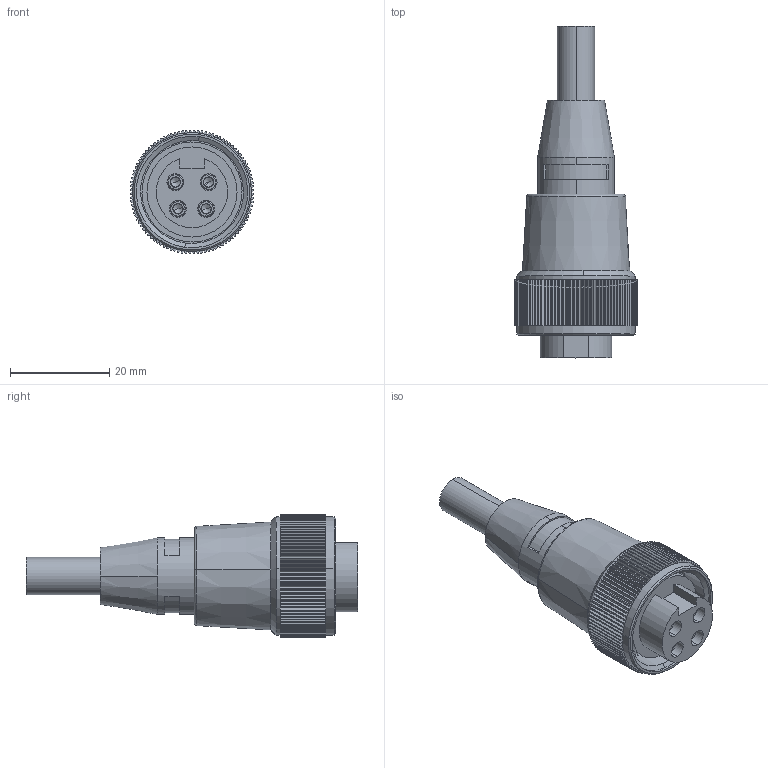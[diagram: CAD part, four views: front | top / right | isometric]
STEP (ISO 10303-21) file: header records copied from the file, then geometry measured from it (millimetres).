
FILE_DESCRIPTION((''),'2;1');
FILE_NAME('MK4-M_ASM','2019-04-25T',('Administrator'),(''),'PRO/ENGINEER BY PARAMETRIC TECHNOLOGY CORPORATION, 2012480','PRO/ENGINEER BY PARAMETRIC TECHNOLOGY CORPORATION, 2012480','');
FILE_SCHEMA(('CONFIG_CONTROL_DESIGN'));
Length unit declared in the file: millimetre
Products named in the file (1): MK4-M_ASM
Bounding box: 25 x 67 x 25 mm (x, y, z)
Volume: 13587.4 mm3; surface area: 9506.2 mm2
Topology: 2 solids, 10 shells, 529 faces, 1436 edges, 946 vertices
Faces by surface type: plane 286, cylinder 201, cone 36, torus 6
Entity records: 16776 total; most frequent: DIRECTION 2988, CARTESIAN_POINT 2903, ORIENTED_EDGE 2856, EDGE_CURVE 1428, AXIS2_PLACEMENT_3D 1031, VERTEX_POINT 946, VECTOR 926, LINE 926
